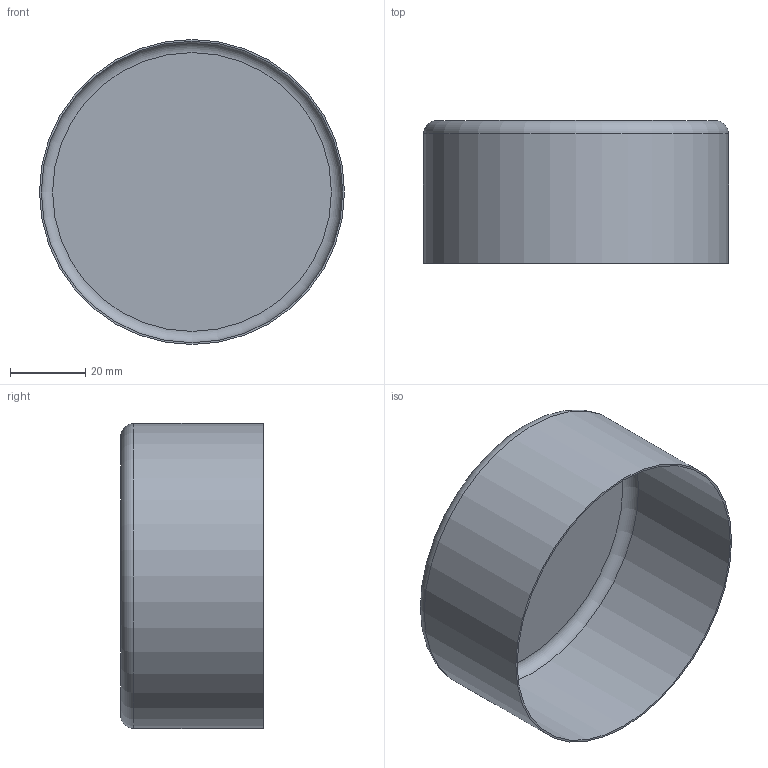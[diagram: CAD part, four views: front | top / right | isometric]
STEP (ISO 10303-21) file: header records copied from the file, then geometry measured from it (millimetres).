
FILE_DESCRIPTION((''),'2;1');
FILE_NAME('HÄLM-80.stp','2014-02-21T14:09:08',(''),(''),'Autodesk Inventor 2013','Autodesk Inventor 2013','');
FILE_SCHEMA(('AUTOMOTIVE_DESIGN { 1 2 10303 214 0 1 1 1 }'));
Length unit declared in the file: millimetre
Products named in the file (1): HÄLM-80
Bounding box: 81.25 x 38 x 81.25 mm (x, y, z)
Volume: 7169.7 mm3; surface area: 28806.1 mm2
Topology: 1 solids, 1 shells, 7 faces, 11 edges, 7 vertices
Faces by surface type: plane 3, torus 2, cylinder 2
Full cylindrical faces by diameter (mm): 80.25 x1, 81.25 x1
Entity records: 174 total; most frequent: DIRECTION 28, CARTESIAN_POINT 20, AXIS2_PLACEMENT_3D 14, ORIENTED_EDGE 12, EDGE_LOOP 12, STYLED_ITEM 8, FACE_OUTER_BOUND 7, ADVANCED_FACE 7
